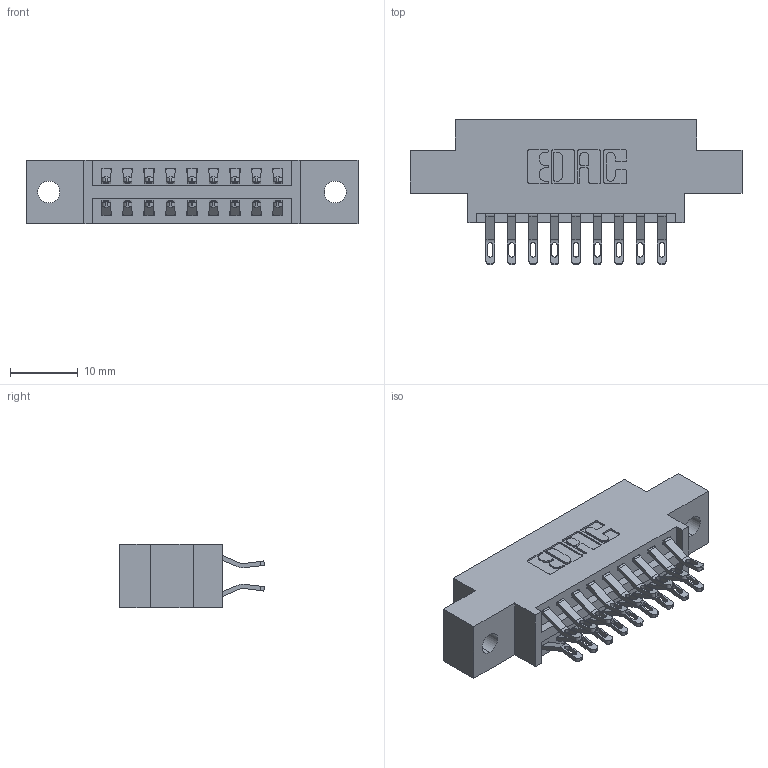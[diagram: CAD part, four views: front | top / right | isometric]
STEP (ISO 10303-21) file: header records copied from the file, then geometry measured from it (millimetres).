
FILE_DESCRIPTION (( 'STEP AP203' ), '1' );
FILE_NAME ('346-018-555-802.STEP', '2022-05-18T17:48:26', ( '' ), ( '' ), 'SwSTEP 2.0', 'SolidWorks 2020', '' );
FILE_SCHEMA (( 'CONFIG_CONTROL_DESIGN' ));
Length unit declared in the file: inch
Products named in the file (3): 345-292-001_555 Tail; 346 Part_0.170 Offset - 0.128 Dia; 346-018-555-802
Assembly tree (19 placements, depth 2):
  346-018-555-802
    346 Part_0.170 Offset - 0.128 Dia
    345-292-001_555 Tail  x18
Bounding box: 49.15 x 21.46 x 9.4 mm (x, y, z)
Volume: 4397.2 mm3; surface area: 5622.1 mm2
Topology: 19 solids, 19 shells, 1170 faces, 3635 edges, 2422 vertices
Faces by surface type: plane 674, cylinder 496
Entity records: 10777 total; most frequent: CARTESIAN_POINT 1858, ORIENTED_EDGE 1762, DIRECTION 1657, EDGE_CURVE 881, VECTOR 693, LINE 693, VERTEX_POINT 586, AXIS2_PLACEMENT_3D 482
